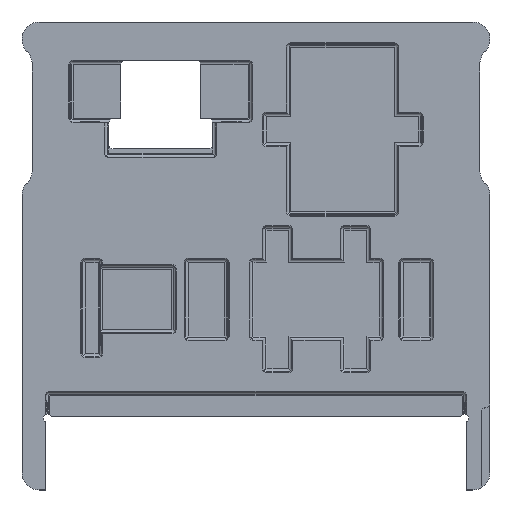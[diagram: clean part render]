
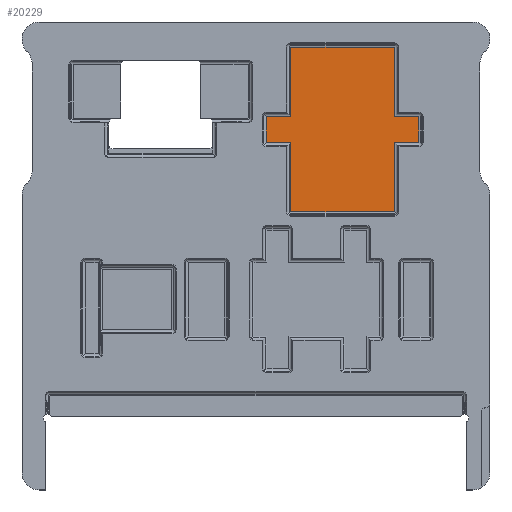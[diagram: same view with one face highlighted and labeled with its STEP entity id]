
A CAD part, top view. The second image highlights one B-rep face of the part: STEP entity #20229.
In plain terms, the highlighted planar face has unit normal (0, 0, 1).
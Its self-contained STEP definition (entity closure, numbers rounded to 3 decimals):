
#16811 = VERTEX_POINT('',#16812);
#16812 = CARTESIAN_POINT('',(4.,5.1,0.555));
#17193 = EDGE_CURVE('',#17194,#16811,#17196,.T.);
#17194 = VERTEX_POINT('',#17195);
#17195 = CARTESIAN_POINT('',(4.,13.1,0.555));
#17196 = LINE('',#17197,#17198);
#17197 = CARTESIAN_POINT('',(4.,13.1,0.555));
#17198 = VECTOR('',#17199,1.);
#17199 = DIRECTION('',(0.,-1.,0.));
#17279 = VERTEX_POINT('',#17280);
#17280 = CARTESIAN_POINT('',(16.,24.1,0.555));
#17845 = EDGE_CURVE('',#17846,#17279,#17848,.T.);
#17846 = VERTEX_POINT('',#17847);
#17847 = CARTESIAN_POINT('',(16.,16.1,0.555));
#17848 = LINE('',#17849,#17850);
#17849 = CARTESIAN_POINT('',(16.,16.1,0.555));
#17850 = VECTOR('',#17851,1.);
#17851 = DIRECTION('',(0.,1.,0.));
#17871 = VERTEX_POINT('',#17872);
#17872 = CARTESIAN_POINT('',(1.2,16.1,
    0.555));
#18468 = VERTEX_POINT('',#18469);
#18469 = CARTESIAN_POINT('',(1.2,13.1,
    0.555));
#18475 = EDGE_CURVE('',#17871,#18468,#18476,.T.);
#18476 = LINE('',#18477,#18478);
#18477 = CARTESIAN_POINT('',(1.2,16.1,
    0.555));
#18478 = VECTOR('',#18479,1.);
#18479 = DIRECTION('',(0.,-1.,0.));
#19357 = VERTEX_POINT('',#19358);
#19358 = CARTESIAN_POINT('',(18.8,13.1,
    0.555));
#19631 = VERTEX_POINT('',#19632);
#19632 = CARTESIAN_POINT('',(18.8,16.1,
    0.555));
#19638 = EDGE_CURVE('',#19357,#19631,#19639,.T.);
#19639 = LINE('',#19640,#19641);
#19640 = CARTESIAN_POINT('',(18.8,13.1,
    0.555));
#19641 = VECTOR('',#19642,1.);
#19642 = DIRECTION('',(0.,1.,0.));
#20229 = ADVANCED_FACE('',(#20230),#20292,.T.);
#20230 = FACE_BOUND('',#20231,.T.);
#20231 = EDGE_LOOP('',(#20232,#20238,#20239,#20247,#20255,#20261,#20262,
    #20268,#20269,#20277,#20285,#20291));
#20232 = ORIENTED_EDGE('',*,*,#20233,.T.);
#20233 = EDGE_CURVE('',#19631,#17846,#20234,.T.);
#20234 = LINE('',#20235,#20236);
#20235 = CARTESIAN_POINT('',(18.8,16.1,
    0.555));
#20236 = VECTOR('',#20237,1.);
#20237 = DIRECTION('',(-1.,0.,0.));
#20238 = ORIENTED_EDGE('',*,*,#17845,.T.);
#20239 = ORIENTED_EDGE('',*,*,#20240,.T.);
#20240 = EDGE_CURVE('',#17279,#20241,#20243,.T.);
#20241 = VERTEX_POINT('',#20242);
#20242 = CARTESIAN_POINT('',(4.,24.1,0.555));
#20243 = LINE('',#20244,#20245);
#20244 = CARTESIAN_POINT('',(16.,24.1,0.555));
#20245 = VECTOR('',#20246,1.);
#20246 = DIRECTION('',(-1.,0.,0.));
#20247 = ORIENTED_EDGE('',*,*,#20248,.T.);
#20248 = EDGE_CURVE('',#20241,#20249,#20251,.T.);
#20249 = VERTEX_POINT('',#20250);
#20250 = CARTESIAN_POINT('',(4.,16.1,0.555));
#20251 = LINE('',#20252,#20253);
#20252 = CARTESIAN_POINT('',(4.,24.1,0.555));
#20253 = VECTOR('',#20254,1.);
#20254 = DIRECTION('',(0.,-1.,0.));
#20255 = ORIENTED_EDGE('',*,*,#20256,.T.);
#20256 = EDGE_CURVE('',#20249,#17871,#20257,.T.);
#20257 = LINE('',#20258,#20259);
#20258 = CARTESIAN_POINT('',(4.,16.1,0.555));
#20259 = VECTOR('',#20260,1.);
#20260 = DIRECTION('',(-1.,0.,0.));
#20261 = ORIENTED_EDGE('',*,*,#18475,.T.);
#20262 = ORIENTED_EDGE('',*,*,#20263,.T.);
#20263 = EDGE_CURVE('',#18468,#17194,#20264,.T.);
#20264 = LINE('',#20265,#20266);
#20265 = CARTESIAN_POINT('',(1.2,13.1,
    0.555));
#20266 = VECTOR('',#20267,1.);
#20267 = DIRECTION('',(1.,0.,0.));
#20268 = ORIENTED_EDGE('',*,*,#17193,.T.);
#20269 = ORIENTED_EDGE('',*,*,#20270,.T.);
#20270 = EDGE_CURVE('',#16811,#20271,#20273,.T.);
#20271 = VERTEX_POINT('',#20272);
#20272 = CARTESIAN_POINT('',(16.,5.1,0.555));
#20273 = LINE('',#20274,#20275);
#20274 = CARTESIAN_POINT('',(4.,5.1,0.555));
#20275 = VECTOR('',#20276,1.);
#20276 = DIRECTION('',(1.,0.,0.));
#20277 = ORIENTED_EDGE('',*,*,#20278,.T.);
#20278 = EDGE_CURVE('',#20271,#20279,#20281,.T.);
#20279 = VERTEX_POINT('',#20280);
#20280 = CARTESIAN_POINT('',(16.,13.1,0.555));
#20281 = LINE('',#20282,#20283);
#20282 = CARTESIAN_POINT('',(16.,5.1,0.555));
#20283 = VECTOR('',#20284,1.);
#20284 = DIRECTION('',(0.,1.,0.));
#20285 = ORIENTED_EDGE('',*,*,#20286,.T.);
#20286 = EDGE_CURVE('',#20279,#19357,#20287,.T.);
#20287 = LINE('',#20288,#20289);
#20288 = CARTESIAN_POINT('',(16.,13.1,0.555));
#20289 = VECTOR('',#20290,1.);
#20290 = DIRECTION('',(1.,0.,0.));
#20291 = ORIENTED_EDGE('',*,*,#19638,.T.);
#20292 = PLANE('',#20293);
#20293 = AXIS2_PLACEMENT_3D('',#20294,#20295,#20296);
#20294 = CARTESIAN_POINT('',(10.,14.6,0.555));
#20295 = DIRECTION('',(0.,0.,1.));
#20296 = DIRECTION('',(1.,0.,-0.));
